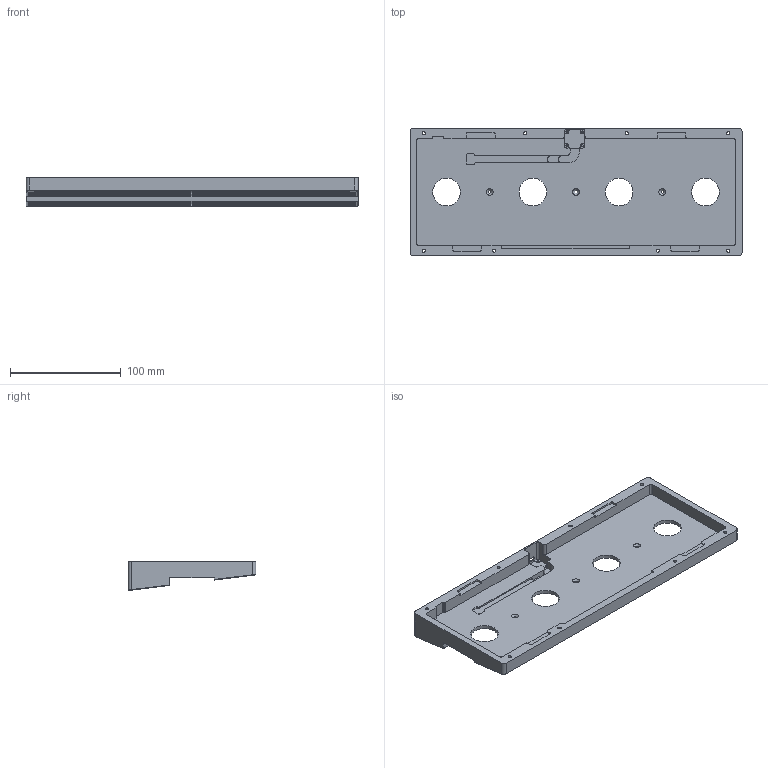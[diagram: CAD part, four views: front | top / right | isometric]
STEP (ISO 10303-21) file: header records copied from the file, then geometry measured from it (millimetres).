
FILE_DESCRIPTION(/* description */ ('','CAx-IF Rec.Pracs.---Representation and Presentation of Product Manufacturing Information (PMI)---4.0---2014-10-13'),/* implementation_level */ '2;1');
FILE_NAME(/* name */ 'opus_bottom.step',/* time_stamp */ '2025-01-30T13:44:53+01:00',/* author */ (''),/* organization */ (''),/* preprocessor_version */ 'ST-DEVELOPER v20',/* originating_system */ 'Autodesk Translation Framework v13.20.0.188',/* authorisation */ '');
FILE_SCHEMA (('AP242_MANAGED_MODEL_BASED_3D_ENGINEERING_MIM_LF { 1 0 10303 442 1 1 4 }'));
Length unit declared in the file: millimetre
Products named in the file (1): slutspel
Bounding box: 299.3 x 115.2 x 26.18 mm (x, y, z)
Volume: 269445.2 mm3; surface area: 102816.2 mm2
Topology: 1 solids, 1 shells, 379 faces, 999 edges, 657 vertices
Faces by surface type: plane 203, cylinder 157, cone 11, bspline 8
Full cylindrical faces by diameter (mm): 1.6 x4, 2.529 x3, 2.9 x8, 5.8 x8, 25 x4
Entity records: 12060 total; most frequent: CARTESIAN_POINT 2268, DIRECTION 2088, ORIENTED_EDGE 1998, EDGE_CURVE 999, AXIS2_PLACEMENT_3D 741, VERTEX_POINT 657, LINE 606, VECTOR 606
